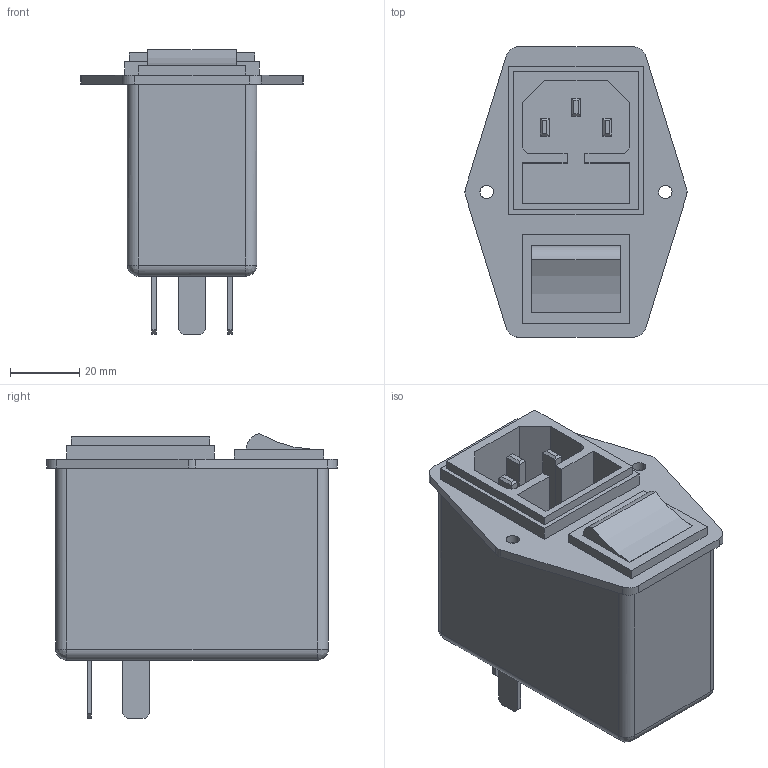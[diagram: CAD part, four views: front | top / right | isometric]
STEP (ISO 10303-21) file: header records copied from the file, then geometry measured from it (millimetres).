
FILE_DESCRIPTION(('FreeCAD Model'),'2;1');
FILE_NAME('Open CASCADE Shape Model','2025-04-30T06:45:06',('FreeCAD'),( 'FreeCAD'),'Open CASCADE STEP processor 7.6','FreeCAD','Unknown');
FILE_SCHEMA(('AUTOMOTIVE_DESIGN { 1 0 10303 214 1 1 1 1 }'));
Length unit declared in the file: millimetre
Products named in the file (1): Open CASCADE STEP translator 7.6 1
Bounding box: 64.33 x 84.1 x 82.42 mm (x, y, z)
Volume: 167796 mm3; surface area: 28948.5 mm2
Topology: 1 solids, 1 shells, 126 faces, 313 edges, 198 vertices
Faces by surface type: bspline 126
Entity records: 3380 total; most frequent: CARTESIAN_POINT 1461, ORIENTED_EDGE 618, EDGE_CURVE 309, B_SPLINE_CURVE_WITH_KNOTS 265, VERTEX_POINT 198, FACE_BOUND 143, EDGE_LOOP 143, ADVANCED_FACE 126
